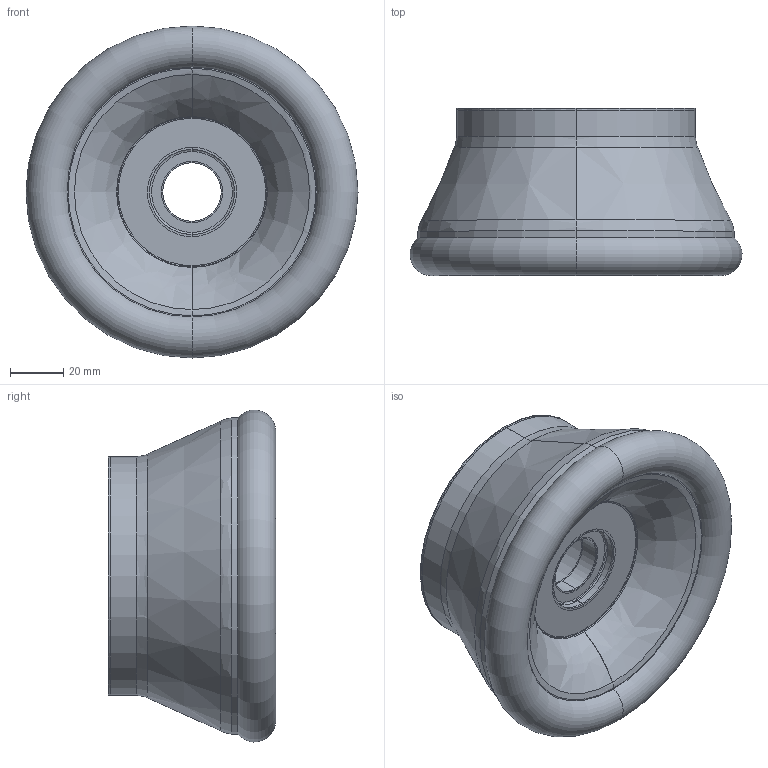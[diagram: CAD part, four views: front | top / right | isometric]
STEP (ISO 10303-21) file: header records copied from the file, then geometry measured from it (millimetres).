
FILE_DESCRIPTION (( 'STEP AP203' ), '1' );
FILE_NAME ('S808-125-63-08-16-.STEP', '2019-04-03T13:41:20', ( '' ), ( '' ), 'SwSTEP 2.0', 'SolidWorks 2018', '' );
FILE_SCHEMA (( 'CONFIG_CONTROL_DESIGN' ));
Length unit declared in the file: millimetre
Products named in the file (1): S808-125-63-08-16-
Bounding box: 124.99 x 63 x 124.99 mm (x, y, z)
Volume: 835165.9 mm3; surface area: 89806 mm2
Topology: 2 solids, 2 shells, 87 faces, 174 edges, 98 vertices
Faces by surface type: bspline 40, cylinder 24, plane 11, cone 10, torus 2
Entity records: 4067 total; most frequent: CARTESIAN_POINT 2272, DIRECTION 382, ORIENTED_EDGE 348, EDGE_CURVE 174, AXIS2_PLACEMENT_3D 174, CIRCLE 126, EDGE_LOOP 98, VERTEX_POINT 98
